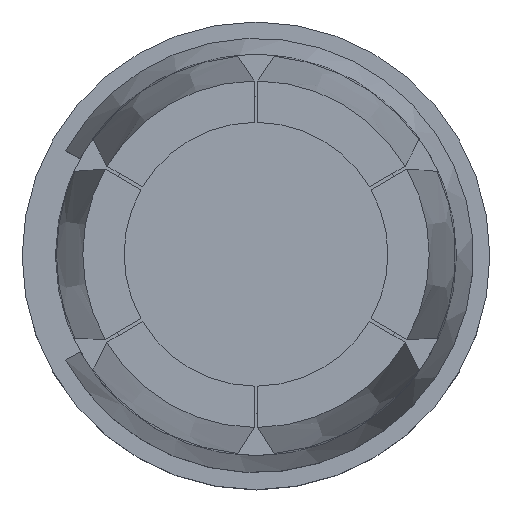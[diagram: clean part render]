
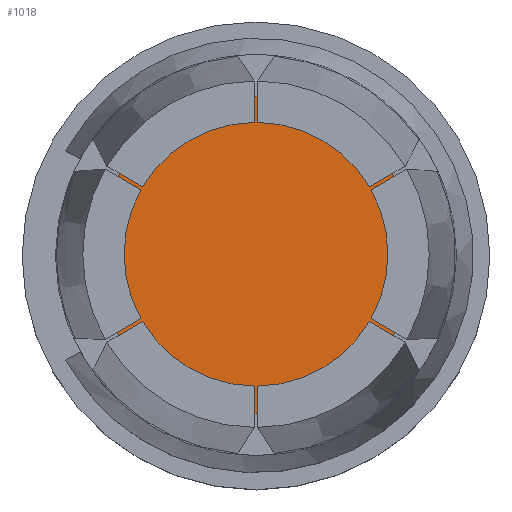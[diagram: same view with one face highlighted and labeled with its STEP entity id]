
A CAD part, top view. The second image highlights one B-rep face of the part: STEP entity #1018.
In plain terms, the highlighted planar face has unit normal (0, 0, 1).
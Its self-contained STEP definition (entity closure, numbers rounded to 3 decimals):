
#80=CIRCLE($,#1116,1.905);
#187=FACE_OUTER_BOUND($,#257,.T.);
#257=EDGE_LOOP($,(#718));
#428=VERTEX_POINT($,#1766);
#543=EDGE_CURVE($,#428,#428,#80,.T.);
#718=ORIENTED_EDGE($,*,*,#543,.F.);
#969=PLANE($,#1115);
#1018=ADVANCED_FACE($,(#187),#969,.T.);
#1115=AXIS2_PLACEMENT_3D($,#1765,#1321,#1322);
#1116=AXIS2_PLACEMENT_3D($,#1767,#1323,#1324);
#1321=DIRECTION('center_axis',(0.,0.,
1.));
#1322=DIRECTION('ref_axis',(0.,-1.,0.));
#1323=DIRECTION('center_axis',(0.,0.,
-1.));
#1324=DIRECTION('ref_axis',(-1.,0.,0.));
#1765=CARTESIAN_POINT('Origin',(-2.096,2.096,4.9));
#1766=CARTESIAN_POINT('',(-1.905,0.,4.9));
#1767=CARTESIAN_POINT('Origin',(0.,0.,
4.9));
